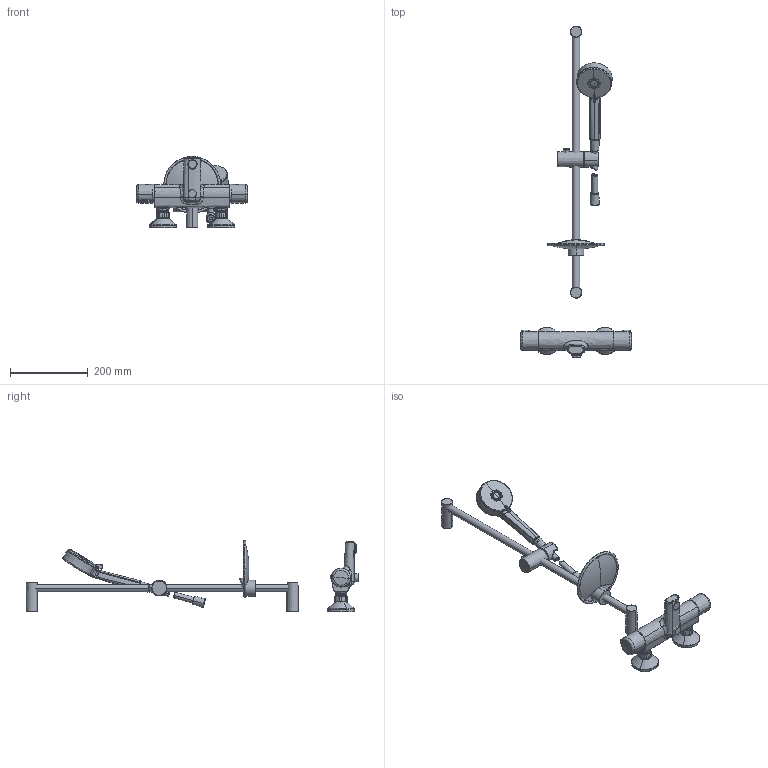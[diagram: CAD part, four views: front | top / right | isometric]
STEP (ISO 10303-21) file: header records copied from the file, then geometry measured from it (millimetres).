
FILE_DESCRIPTION (( 'STEP AP203' ), '1' );
FILE_NAME ('1649NU(2025).STEP', '2024-12-03T11:35:36', ( '' ), ( '' ), 'SwSTEP 2.0', 'SolidWorks 2024', '' );
FILE_SCHEMA (( 'CONFIG_CONTROL_DESIGN' ));
Length unit declared in the file: millimetre
Products named in the file (1): 1649NU(2025)
Bounding box: 287.8 x 853.58 x 182.8 mm (x, y, z)
Volume: 1610094.6 mm3; surface area: 291844.3 mm2
Topology: 22 solids, 22 shells, 690 faces, 1593 edges, 957 vertices
Faces by surface type: bspline 352, cylinder 122, plane 91, cone 71, torus 40, sphere 14
Entity records: 53692 total; most frequent: CARTESIAN_POINT 40884, ORIENTED_EDGE 3146, DIRECTION 1924, EDGE_CURVE 1573, VERTEX_POINT 955, AXIS2_PLACEMENT_3D 857, EDGE_LOOP 726, B_SPLINE_CURVE_WITH_KNOTS 721
